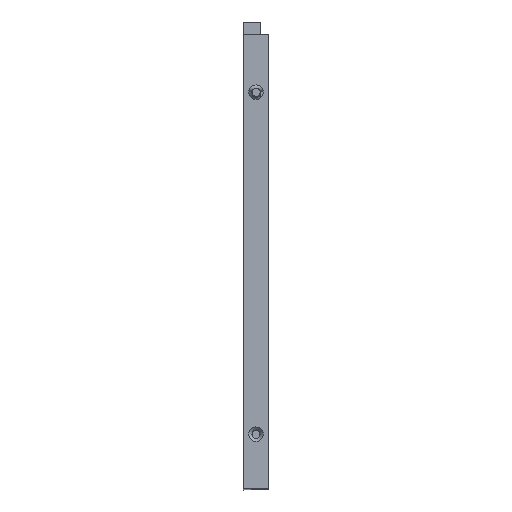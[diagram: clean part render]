
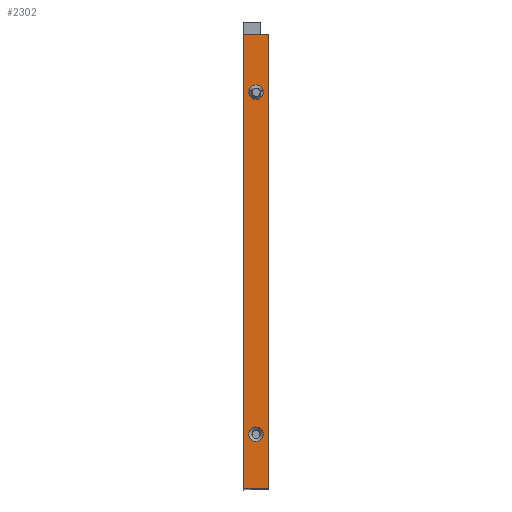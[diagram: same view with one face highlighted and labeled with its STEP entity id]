
A CAD part, top view. The second image highlights one B-rep face of the part: STEP entity #2302.
In plain terms, the highlighted planar face has unit normal (0, 0, 1).
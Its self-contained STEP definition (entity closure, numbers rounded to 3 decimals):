
#133=FACE_BOUND('',#457,.T.);
#134=FACE_BOUND('',#458,.T.);
#183=CIRCLE('',#2503,2.25);
#185=CIRCLE('',#2507,2.25);
#289=FACE_OUTER_BOUND('',#456,.T.);
#456=EDGE_LOOP('',(#1698,#1699,#1700,#1701));
#457=EDGE_LOOP('',(#1702));
#458=EDGE_LOOP('',(#1703));
#601=LINE('',#3467,#810);
#619=LINE('',#3517,#828);
#658=LINE('',#3657,#867);
#659=LINE('',#3658,#868);
#810=VECTOR('',#2723,10.);
#828=VECTOR('',#2761,10.);
#867=VECTOR('',#2904,10.);
#868=VECTOR('',#2905,10.);
#1019=VERTEX_POINT('',#3464);
#1020=VERTEX_POINT('',#3466);
#1041=VERTEX_POINT('',#3514);
#1042=VERTEX_POINT('',#3516);
#1090=VERTEX_POINT('',#3649);
#1092=VERTEX_POINT('',#3659);
#1229=EDGE_CURVE('',#1019,#1020,#601,.F.);
#1253=EDGE_CURVE('',#1042,#1041,#619,.T.);
#1321=EDGE_CURVE('',#1090,#1090,#183,.T.);
#1324=EDGE_CURVE('',#1042,#1019,#658,.F.);
#1325=EDGE_CURVE('',#1041,#1020,#659,.T.);
#1326=EDGE_CURVE('',#1092,#1092,#185,.T.);
#1698=ORIENTED_EDGE('',*,*,#1229,.F.);
#1699=ORIENTED_EDGE('',*,*,#1324,.F.);
#1700=ORIENTED_EDGE('',*,*,#1253,.T.);
#1701=ORIENTED_EDGE('',*,*,#1325,.T.);
#1702=ORIENTED_EDGE('',*,*,#1326,.F.);
#1703=ORIENTED_EDGE('',*,*,#1321,.F.);
#2213=PLANE('',#2506);
#2302=ADVANCED_FACE('',(#289,#133,#134),#2213,.T.);
#2503=AXIS2_PLACEMENT_3D('',#3651,#2895,#2896);
#2506=AXIS2_PLACEMENT_3D('',#3656,#2902,#2903);
#2507=AXIS2_PLACEMENT_3D('',#3660,#2906,#2907);
#2723=DIRECTION('',(1.,0.,0.));
#2761=DIRECTION('',(-1.,0.,0.));
#2895=DIRECTION('center_axis',(0.,0.,
1.));
#2896=DIRECTION('ref_axis',(1.,0.,0.));
#2902=DIRECTION('center_axis',(0.,0.,
1.));
#2903=DIRECTION('ref_axis',(0.,1.,0.));
#2904=DIRECTION('',(0.,1.,0.));
#2905=DIRECTION('',(0.,-1.,0.));
#2906=DIRECTION('center_axis',(0.,0.,
1.));
#2907=DIRECTION('ref_axis',(1.,0.,0.));
#3464=CARTESIAN_POINT('',(-671.741,6.389,782.115));
#3466=CARTESIAN_POINT('',(-679.741,6.389,782.115));
#3467=CARTESIAN_POINT('',(-671.741,6.389,782.115));
#3514=CARTESIAN_POINT('',(-679.741,147.189,782.115));
#3516=CARTESIAN_POINT('',(-671.741,147.189,782.115));
#3517=CARTESIAN_POINT('',(-674.241,147.189,782.115));
#3649=CARTESIAN_POINT('',(-677.981,129.289,782.115));
#3651=CARTESIAN_POINT('Origin',(-675.731,129.289,782.115));
#3656=CARTESIAN_POINT('Origin',(-671.741,-5.711,782.115));
#3657=CARTESIAN_POINT('',(-671.741,70.789,782.115));
#3658=CARTESIAN_POINT('',(-679.741,70.789,782.115));
#3659=CARTESIAN_POINT('',(-677.991,23.289,782.115));
#3660=CARTESIAN_POINT('Origin',(-675.741,23.289,782.115));
